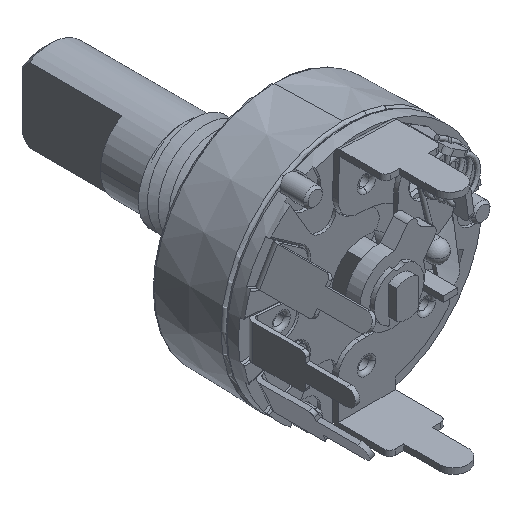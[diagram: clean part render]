
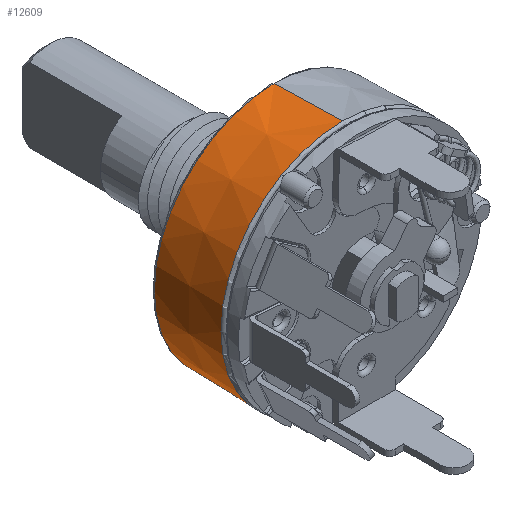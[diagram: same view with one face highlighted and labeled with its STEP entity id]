
A CAD part, isometric view. The second image highlights one B-rep face of the part: STEP entity #12609.
In plain terms, the highlighted conical face has half-angle 1.5 degrees and reference radius 8.468 mm.
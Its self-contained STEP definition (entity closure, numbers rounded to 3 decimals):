
#310=CARTESIAN_POINT('',(0.,1.105,0.));
#311=DIRECTION('',(0.,1.,0.));
#312=DIRECTION('',(0.,0.,-1.));
#313=AXIS2_PLACEMENT_3D('',#310,#311,#312);
#315=DIRECTION('',(0.,-1.,0.026));
#316=VECTOR('',#315,4.802);
#317=CARTESIAN_POINT('',(0.,1.105,
8.405));
#318=LINE('',#317,#316);
#319=CARTESIAN_POINT('',(0.,-3.695,0.));
#320=DIRECTION('',(0.,-1.,0.));
#321=DIRECTION('',(0.,0.,1.));
#322=AXIS2_PLACEMENT_3D('',#319,#320,#321);
#324=CARTESIAN_POINT('',(0.,-3.695,0.));
#325=DIRECTION('',(0.,-1.,0.));
#326=DIRECTION('',(-0.5,0.,0.866));
#327=AXIS2_PLACEMENT_3D('',#324,#325,#326);
#329=CARTESIAN_POINT('',(0.,-3.695,0.));
#330=DIRECTION('',(0.,-1.,0.));
#331=DIRECTION('',(-0.5,0.,-0.866));
#332=AXIS2_PLACEMENT_3D('',#329,#330,#331);
#334=DIRECTION('',(0.,-1.,-0.026));
#335=VECTOR('',#334,4.802);
#336=CARTESIAN_POINT('',(0.,1.105,
-8.405));
#337=LINE('',#336,#335);
#10276=CARTESIAN_POINT('',(0.,1.105,-8.405));
#10277=CARTESIAN_POINT('',(0.,1.105,8.405));
#10278=VERTEX_POINT('',#10276);
#10279=VERTEX_POINT('',#10277);
#10280=CARTESIAN_POINT('',(0.,-3.695,8.531));
#10281=CARTESIAN_POINT('',(-4.266,-3.695,
7.388));
#10282=VERTEX_POINT('',#10280);
#10283=VERTEX_POINT('',#10281);
#10296=CARTESIAN_POINT('',(0.,-3.695,
-8.531));
#10297=VERTEX_POINT('',#10296);
#10346=CARTESIAN_POINT('',(-4.266,-3.695,
-7.388));
#10347=VERTEX_POINT('',#10346);
#12593=CARTESIAN_POINT('',(0.,-1.295,0.));
#12594=DIRECTION('',(0.,-1.,0.));
#12595=DIRECTION('',(0.,0.,1.));
#12596=AXIS2_PLACEMENT_3D('',#12593,#12594,#12595);
#12597=CONICAL_SURFACE('',#12596,8.468,1.5);
#12598=ORIENTED_EDGE('',*,*,#12259,.T.);
#12599=ORIENTED_EDGE('',*,*,#12581,.T.);
#12601=ORIENTED_EDGE('',*,*,#12600,.T.);
#12603=ORIENTED_EDGE('',*,*,#12602,.T.);
#12605=ORIENTED_EDGE('',*,*,#12604,.T.);
#12606=ORIENTED_EDGE('',*,*,#12577,.F.);
#12607=EDGE_LOOP('',(#12598,#12599,#12601,#12603,#12605,#12606));
#12608=FACE_OUTER_BOUND('',#12607,.F.);
#12609=ADVANCED_FACE('',(#12608),#12597,.T.);
#314=CIRCLE('',#313,8.405);
#323=CIRCLE('',#322,8.531);
#328=CIRCLE('',#327,8.531);
#333=CIRCLE('',#332,8.531);
#12259=EDGE_CURVE('',#10278,#10279,#314,.T.);
#12577=EDGE_CURVE('',#10278,#10297,#337,.T.);
#12581=EDGE_CURVE('',#10279,#10282,#318,.T.);
#12600=EDGE_CURVE('',#10282,#10283,#323,.T.);
#12602=EDGE_CURVE('',#10283,#10347,#328,.T.);
#12604=EDGE_CURVE('',#10347,#10297,#333,.T.);
